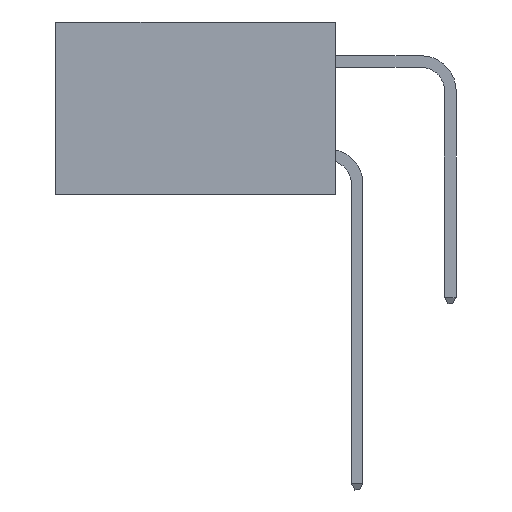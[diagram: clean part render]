
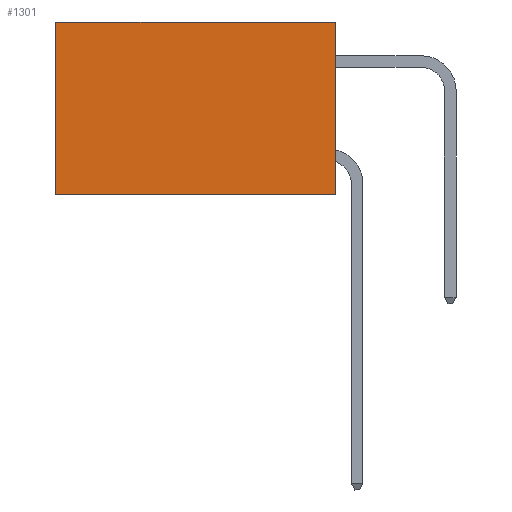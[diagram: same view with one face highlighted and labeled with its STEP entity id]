
A CAD part, left-side view. The second image highlights one B-rep face of the part: STEP entity #1301.
In plain terms, the highlighted planar face has unit normal (-1, 0, 0).
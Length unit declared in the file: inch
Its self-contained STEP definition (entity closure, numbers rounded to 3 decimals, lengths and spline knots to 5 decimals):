
#312 = VERTEX_POINT ( 'NONE', #9981 ) ;
#1126 = CARTESIAN_POINT ( 'NONE',  ( 0.2875, 0., -0.37 ) ) ;
#1218 = AXIS2_PLACEMENT_3D ( 'NONE', #3707, #7543, #3831 ) ;
#1301 = ADVANCED_FACE ( 'NONE', ( #1410 ), #5408, .F. ) ;
#1410 = FACE_OUTER_BOUND ( 'NONE', #8803, .T. ) ;
#1727 = DIRECTION ( 'NONE',  ( 0., 1., 0. ) ) ;
#1934 = LINE ( 'NONE', #1126, #10538 ) ;
#2116 = VERTEX_POINT ( 'NONE', #5613 ) ;
#2594 = EDGE_CURVE ( 'NONE', #9158, #2116, #1934, .T. ) ;
#2979 = VECTOR ( 'NONE', #1727, 39.37008 ) ;
#3453 = EDGE_CURVE ( 'NONE', #312, #6985, #7392, .T. ) ;
#3707 = CARTESIAN_POINT ( 'NONE',  ( 0.2875, 0., 0. ) ) ;
#3831 = DIRECTION ( 'NONE',  ( 0., 0., -1. ) ) ;
#4579 = DIRECTION ( 'NONE',  ( 0., 0., -1. ) ) ;
#5373 = DIRECTION ( 'NONE',  ( 0., 0., -1. ) ) ;
#5375 = ORIENTED_EDGE ( 'NONE', *, *, #9054, .T. ) ;
#5408 = PLANE ( 'NONE',  #1218 ) ;
#5613 = CARTESIAN_POINT ( 'NONE',  ( 0.2875, 0.6, -0.37 ) ) ;
#5945 = LINE ( 'NONE', #6797, #8108 ) ;
#6302 = CARTESIAN_POINT ( 'NONE',  ( 0.2875, 0.6, 0. ) ) ;
#6460 = CARTESIAN_POINT ( 'NONE',  ( 0.2875, 0., -0.37 ) ) ;
#6797 = CARTESIAN_POINT ( 'NONE',  ( 0.2875, 0., 0. ) ) ;
#6907 = VECTOR ( 'NONE', #4579, 39.37008 ) ;
#6985 = VERTEX_POINT ( 'NONE', #6302 ) ;
#7215 = CARTESIAN_POINT ( 'NONE',  ( 0.2875, 0.6, 0. ) ) ;
#7331 = LINE ( 'NONE', #7215, #6907 ) ;
#7392 = LINE ( 'NONE', #8310, #2979 ) ;
#7543 = DIRECTION ( 'NONE',  ( 1., 0., 0. ) ) ;
#7735 = EDGE_CURVE ( 'NONE', #312, #9158, #5945, .T. ) ;
#7999 = ORIENTED_EDGE ( 'NONE', *, *, #3453, .T. ) ;
#8108 = VECTOR ( 'NONE', #5373, 39.37008 ) ;
#8310 = CARTESIAN_POINT ( 'NONE',  ( 0.2875, 0., 0. ) ) ;
#8803 = EDGE_LOOP ( 'NONE', ( #5375, #8867, #10383, #7999 ) ) ;
#8867 = ORIENTED_EDGE ( 'NONE', *, *, #2594, .F. ) ;
#9054 = EDGE_CURVE ( 'NONE', #6985, #2116, #7331, .T. ) ;
#9158 = VERTEX_POINT ( 'NONE', #6460 ) ;
#9981 = CARTESIAN_POINT ( 'NONE',  ( 0.2875, 0., 0. ) ) ;
#10383 = ORIENTED_EDGE ( 'NONE', *, *, #7735, .F. ) ;
#10538 = VECTOR ( 'NONE', #11787, 39.37008 ) ;
#11787 = DIRECTION ( 'NONE',  ( 0., 1., 0. ) ) ;
